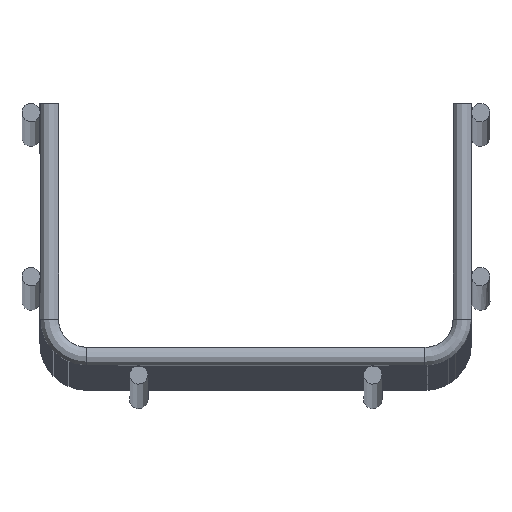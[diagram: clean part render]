
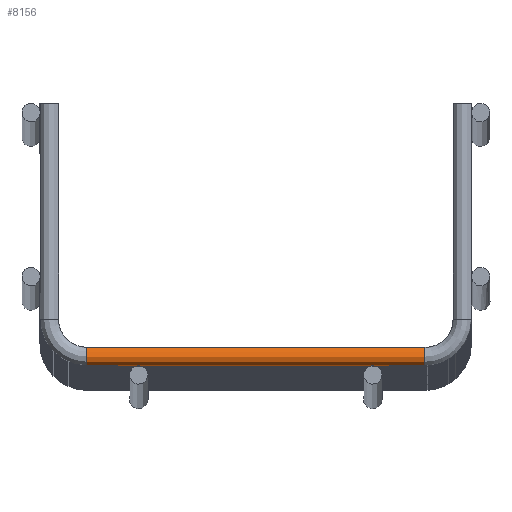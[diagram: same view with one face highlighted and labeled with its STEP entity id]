
A CAD part, top view. The second image highlights one B-rep face of the part: STEP entity #8156.
In plain terms, the highlighted cylindrical face has radius 2 mm (diameter 4 mm), a full revolution.
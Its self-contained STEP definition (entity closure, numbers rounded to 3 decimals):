
#166 = CARTESIAN_POINT ( 'NONE',  ( -24.375, -2., 0.164 ) ) ;
#719 = CIRCLE ( 'NONE', #9789, 2. ) ;
#722 = EDGE_CURVE ( 'NONE', #9378, #9378, #719, .T. ) ;
#762 = CARTESIAN_POINT ( 'NONE',  ( 25.165, -1.9, -0.625 ) ) ;
#782 = EDGE_CURVE ( 'NONE', #9255, #9255, #6489, .T. ) ;
#790 = CARTESIAN_POINT ( 'NONE',  ( 24.376, -2., 0.083 ) ) ;
#895 = EDGE_LOOP ( 'NONE', ( #7531 ) ) ;
#930 = CARTESIAN_POINT ( 'NONE',  ( -25.624, -2., 0. ) ) ;
#972 = CARTESIAN_POINT ( 'NONE',  ( -24.671, -1.924, 0.56 ) ) ;
#1412 = CARTESIAN_POINT ( 'NONE',  ( -36.1, 0., 0. ) ) ;
#1570 = CARTESIAN_POINT ( 'NONE',  ( 25.56, -1.976, -0.329 ) ) ;
#1748 = CARTESIAN_POINT ( 'NONE',  ( -25.609, -1.995, -0.165 ) ) ;
#1789 = CARTESIAN_POINT ( 'NONE',  ( -25.165, -1.9, 0.624 ) ) ;
#1863 = DIRECTION ( 'NONE',  ( -1., 0., 0. ) ) ;
#1875 = DIRECTION ( 'NONE',  ( 0., 0., -1. ) ) ;
#2196 = DIRECTION ( 'NONE',  ( 0., 0., 1. ) ) ;
#2348 = EDGE_LOOP ( 'NONE', ( #4166 ) ) ;
#2378 = CARTESIAN_POINT ( 'NONE',  ( 25.625, -2., 0.164 ) ) ;
#2546 = CARTESIAN_POINT ( 'NONE',  ( -25.502, -1.963, -0.387 ) ) ;
#2576 = CARTESIAN_POINT ( 'NONE',  ( -25.502, -1.963, 0.387 ) ) ;
#3027 = ORIENTED_EDGE ( 'NONE', *, *, #5806, .F. ) ;
#3174 = CARTESIAN_POINT ( 'NONE',  ( 25.329, -1.924, 0.56 ) ) ;
#3307 = CARTESIAN_POINT ( 'NONE',  ( 24.376, -2., 0. ) ) ;
#3346 = CARTESIAN_POINT ( 'NONE',  ( -25.165, -1.9, -0.624 ) ) ;
#3388 = CARTESIAN_POINT ( 'NONE',  ( -25.609, -1.995, 0.165 ) ) ;
#3932 = CARTESIAN_POINT ( 'NONE',  ( 24.391, -1.995, -0.165 ) ) ;
#3969 = CARTESIAN_POINT ( 'NONE',  ( 24.835, -1.9, 0.624 ) ) ;
#4142 = CARTESIAN_POINT ( 'NONE',  ( -24.671, -1.924, -0.56 ) ) ;
#4166 = ORIENTED_EDGE ( 'NONE', *, *, #8619, .T. ) ;
#4171 = CARTESIAN_POINT ( 'NONE',  ( -25.624, -2., 0. ) ) ;
#4242 = CARTESIAN_POINT ( 'NONE',  ( -36.1, 0., 0. ) ) ;
#4667 = CARTESIAN_POINT ( 'NONE',  ( 24.376, -2., -0.083 ) ) ;
#4713 = CIRCLE ( 'NONE', #9827, 2. ) ;
#4739 = CARTESIAN_POINT ( 'NONE',  ( 24.498, -1.963, -0.387 ) ) ;
#4768 = CARTESIAN_POINT ( 'NONE',  ( 24.498, -1.963, 0.387 ) ) ;
#4908 = CARTESIAN_POINT ( 'NONE',  ( -25.624, -2., -0.083 ) ) ;
#4941 = CARTESIAN_POINT ( 'NONE',  ( -24.376, -2., -0.164 ) ) ;
#5332 = CYLINDRICAL_SURFACE ( 'NONE', #7056, 2. ) ;
#5424 = FACE_OUTER_BOUND ( 'NONE', #9190, .T. ) ;
#5460 = FACE_BOUND ( 'NONE', #5918, .T. ) ;
#5472 = FACE_BOUND ( 'NONE', #895, .T. ) ;
#5484 = FACE_OUTER_BOUND ( 'NONE', #2348, .T. ) ;
#5530 = CARTESIAN_POINT ( 'NONE',  ( 24.835, -1.9, -0.624 ) ) ;
#5562 = CARTESIAN_POINT ( 'NONE',  ( 24.391, -1.995, 0.165 ) ) ;
#5753 = CARTESIAN_POINT ( 'NONE',  ( -24.44, -1.976, 0.329 ) ) ;
#5806 = EDGE_CURVE ( 'NONE', #9920, #9920, #9130, .T. ) ;
#5918 = EDGE_LOOP ( 'NONE', ( #3027 ) ) ;
#6341 = CARTESIAN_POINT ( 'NONE',  ( 25.329, -1.924, -0.56 ) ) ;
#6379 = CARTESIAN_POINT ( 'NONE',  ( 24.376, -2., 0. ) ) ;
#6489 = B_SPLINE_CURVE_WITH_KNOTS ( 'NONE', 3,
 ( #7803, #4667, #3932, #9464, #4739, #10190, #5530, #762, #6341, #1570, #7168, #2378, #7952, #3174, #8734, #3969, #9490, #4768, #10217, #5562, #790, #6379 ),
 .UNSPECIFIED., .T., .F.,
 ( 4, 2, 2, 2, 2, 2, 2, 2, 2, 2, 4 ),
 ( 0., 0., 0., 0.001, 0.001, 0.002, 0.002, 0.003, 0.003, 0.004, 0.004 ),
 .UNSPECIFIED. ) ;
#6561 = CARTESIAN_POINT ( 'NONE',  ( -24.835, -1.9, 0.625 ) ) ;
#6651 = CARTESIAN_POINT ( 'NONE',  ( 36.1, 0., 0. ) ) ;
#7001 = DIRECTION ( 'NONE',  ( -1., 0., 0. ) ) ;
#7056 = AXIS2_PLACEMENT_3D ( 'NONE', #4242, #9742, #1875 ) ;
#7168 = CARTESIAN_POINT ( 'NONE',  ( 25.624, -2., -0.164 ) ) ;
#7294 = CARTESIAN_POINT ( 'NONE',  ( -36.1, 0., 2. ) ) ;
#7332 = CARTESIAN_POINT ( 'NONE',  ( -25.548, -1.976, -0.317 ) ) ;
#7376 = CARTESIAN_POINT ( 'NONE',  ( -25.329, -1.924, 0.559 ) ) ;
#7452 = DIRECTION ( 'NONE',  ( 0., 0., 1. ) ) ;
#7531 = ORIENTED_EDGE ( 'NONE', *, *, #782, .F. ) ;
#7803 = CARTESIAN_POINT ( 'NONE',  ( 24.376, -2., 0. ) ) ;
#7952 = CARTESIAN_POINT ( 'NONE',  ( 25.56, -1.976, 0.329 ) ) ;
#8053 = CARTESIAN_POINT ( 'NONE',  ( 36.1, 0., 2. ) ) ;
#8093 = VERTEX_POINT ( 'NONE', #8053 ) ;
#8103 = ORIENTED_EDGE ( 'NONE', *, *, #722, .F. ) ;
#8128 = CARTESIAN_POINT ( 'NONE',  ( -25.33, -1.924, -0.559 ) ) ;
#8156 = ADVANCED_FACE ( 'NONE', ( #5460, #5424, #5484, #5472 ), #5332, .T. ) ;
#8163 = CARTESIAN_POINT ( 'NONE',  ( -25.547, -1.976, 0.317 ) ) ;
#8619 = EDGE_CURVE ( 'NONE', #8093, #8093, #4713, .T. ) ;
#8734 = CARTESIAN_POINT ( 'NONE',  ( 25.165, -1.9, 0.625 ) ) ;
#8896 = CARTESIAN_POINT ( 'NONE',  ( -24.835, -1.9, -0.625 ) ) ;
#8928 = CARTESIAN_POINT ( 'NONE',  ( -25.624, -2., 0.083 ) ) ;
#9130 = B_SPLINE_CURVE_WITH_KNOTS ( 'NONE', 3,
 ( #930, #4908, #1748, #7332, #2546, #8128, #3346, #8896, #4142, #9659, #4941, #166, #5753, #972, #6561, #1789, #7376, #2576, #8163, #3388, #8928, #4171 ),
 .UNSPECIFIED., .T., .F.,
 ( 4, 2, 2, 2, 2, 2, 2, 2, 2, 2, 4 ),
 ( 0., 0., 0., 0.001, 0.001, 0.002, 0.002, 0.003, 0.003, 0.004, 0.004 ),
 .UNSPECIFIED. ) ;
#9190 = EDGE_LOOP ( 'NONE', ( #8103 ) ) ;
#9255 = VERTEX_POINT ( 'NONE', #3307 ) ;
#9378 = VERTEX_POINT ( 'NONE', #7294 ) ;
#9464 = CARTESIAN_POINT ( 'NONE',  ( 24.452, -1.976, -0.317 ) ) ;
#9490 = CARTESIAN_POINT ( 'NONE',  ( 24.671, -1.924, 0.559 ) ) ;
#9659 = CARTESIAN_POINT ( 'NONE',  ( -24.44, -1.976, -0.329 ) ) ;
#9742 = DIRECTION ( 'NONE',  ( 1., 0., 0. ) ) ;
#9789 = AXIS2_PLACEMENT_3D ( 'NONE', #1412, #7001, #2196 ) ;
#9827 = AXIS2_PLACEMENT_3D ( 'NONE', #6651, #1863, #7452 ) ;
#9920 = VERTEX_POINT ( 'NONE', #10041 ) ;
#10041 = CARTESIAN_POINT ( 'NONE',  ( -25.624, -2., 0. ) ) ;
#10190 = CARTESIAN_POINT ( 'NONE',  ( 24.67, -1.924, -0.559 ) ) ;
#10217 = CARTESIAN_POINT ( 'NONE',  ( 24.453, -1.976, 0.317 ) ) ;
